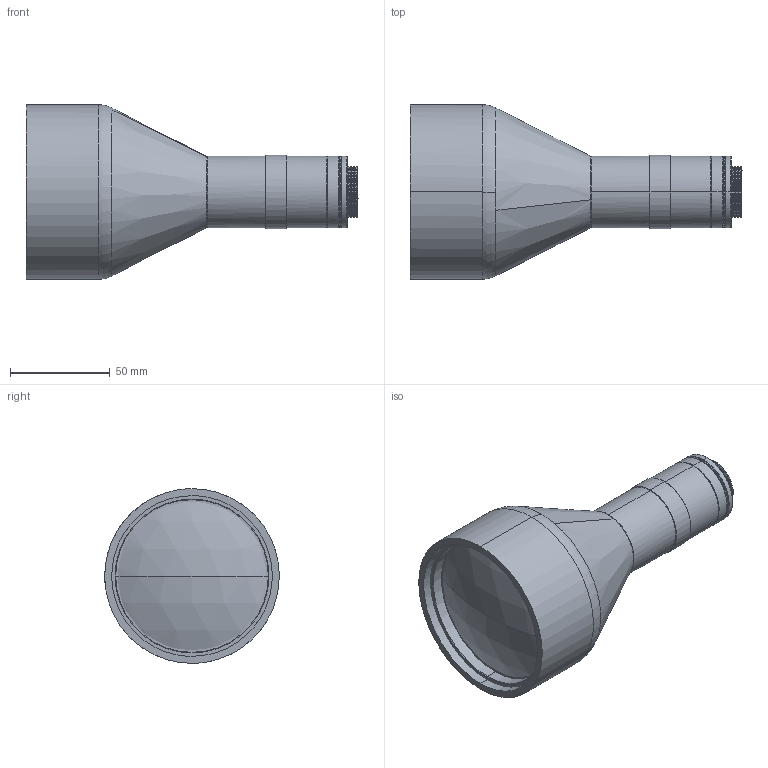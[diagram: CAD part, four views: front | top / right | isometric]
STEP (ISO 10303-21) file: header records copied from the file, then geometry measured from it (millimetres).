
FILE_DESCRIPTION (( 'STEP AP203' ), '1' );
FILE_NAME ('610012.STEP', '2021-08-09T02:16:11', ( '' ), ( '' ), 'SwSTEP 2.0', 'SolidWorks 2020', '' );
FILE_SCHEMA (( 'CONFIG_CONTROL_DESIGN' ));
Length unit declared in the file: millimetre
Products named in the file (1): 610012
Bounding box: 166.18 x 87.39 x 87.4 mm (x, y, z)
Surface area: 87462.3 mm2 (no closed solid volume)
Topology: 0 solids, 13 shells, 218 faces, 563 edges, 371 vertices
Faces by surface type: cylinder 98, cone 84, plane 26, torus 6, sphere 2, bspline 2
Entity records: 10715 total; most frequent: CARTESIAN_POINT 6022, ORIENTED_EDGE 1086, DIRECTION 678, EDGE_CURVE 561, VERTEX_POINT 371, B_SPLINE_CURVE_WITH_KNOTS 353, AXIS2_PLACEMENT_3D 257, EDGE_LOOP 246
